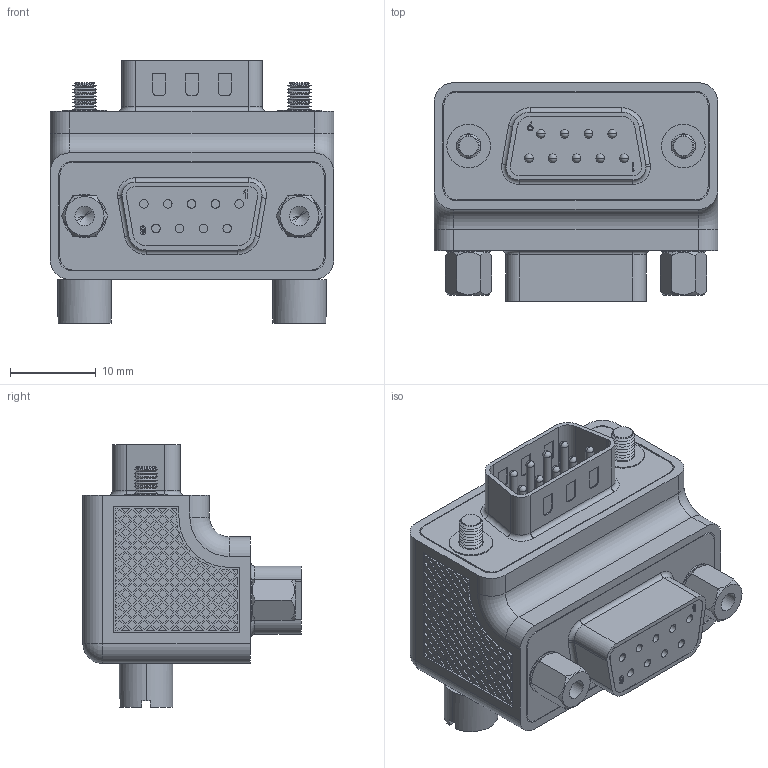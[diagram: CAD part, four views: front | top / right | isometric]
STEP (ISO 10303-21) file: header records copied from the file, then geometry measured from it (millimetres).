
FILE_DESCRIPTION (( 'STEP AP214' ), '1' );
FILE_NAME ('DG909MF1.STEP', '2006-08-28T19:42:36', ( 'L-COM' ), ( 'L-COM' ), 'SwSTEP 2.0', 'SolidWorks 2006052', '' );
FILE_SCHEMA (( 'AUTOMOTIVE_DESIGN' ));
Length unit declared in the file: inch
Products named in the file (6): 3AA05-004_.200 HEX HEIGHT; SD9P_With Clinch Nuts; SD9S_With Clinch Nuts; MTN-114; DG909MF1; 3AA07-Unknown
Assembly tree (7 placements, depth 2):
  DG909MF1
    MTN-114
    SD9S_With Clinch Nuts
    3AA05-004_.200 HEX HEIGHT  x2
    3AA07-Unknown  x2
    SD9P_With Clinch Nuts
Bounding box: 33.02 x 25.4 x 30.56 mm (x, y, z)
Volume: 14686.3 mm3; surface area: 9258.3 mm2
Topology: 7 solids, 7 shells, 3586 faces, 9001 edges, 5867 vertices
Faces by surface type: plane 2872, cylinder 389, cone 232, torus 42, sphere 28, bspline 23
Entity records: 130415 total; most frequent: CARTESIAN_POINT 20084, ORIENTED_EDGE 17454, DIRECTION 16517, EDGE_CURVE 8727, VECTOR 7755, LINE 7755, VERTEX_POINT 5722, AXIS2_PLACEMENT_3D 4381
